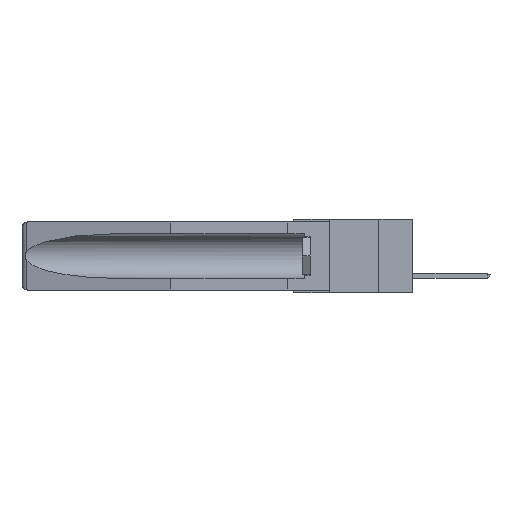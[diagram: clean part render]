
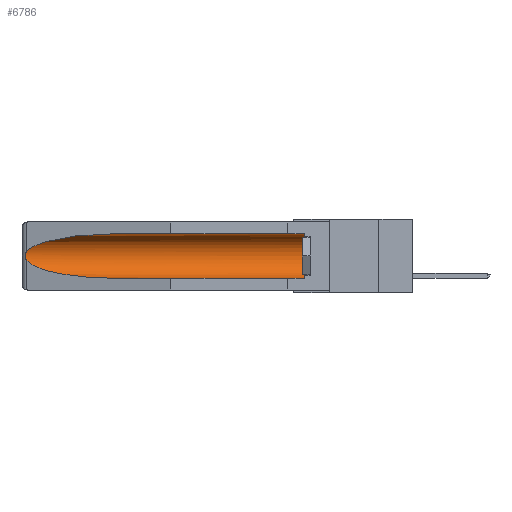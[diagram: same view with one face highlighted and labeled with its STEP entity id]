
A CAD part, left-side view. The second image highlights one B-rep face of the part: STEP entity #6786.
In plain terms, the highlighted cylindrical face has radius 2.857 mm (diameter 5.715 mm), a partial arc.
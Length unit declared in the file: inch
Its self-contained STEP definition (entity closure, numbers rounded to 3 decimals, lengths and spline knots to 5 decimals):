
#460 = VECTOR ( 'NONE', #9732, 39.37008 ) ;
#1085 =( BOUNDED_CURVE ( )  B_SPLINE_CURVE ( 3, ( #5021, #7715, #16969, #4060 ),
 .UNSPECIFIED., .F., .F. ) 
 B_SPLINE_CURVE_WITH_KNOTS ( ( 4, 4 ),
 ( 4.71239, 6.08839 ),
 .UNSPECIFIED. ) 
 CURVE ( )  GEOMETRIC_REPRESENTATION_ITEM ( )  RATIONAL_B_SPLINE_CURVE ( ( 1., 0.848, 0.848, 1. ) ) 
 REPRESENTATION_ITEM ( '' )  );
#1119 = CARTESIAN_POINT ( 'NONE',  ( 0.155, 0.126, -0.059 ) ) ;
#1163 = EDGE_CURVE ( 'NONE', #13430, #15782, #13488, .T. ) ;
#1825 = AXIS2_PLACEMENT_3D ( 'NONE', #16986, #3435, #5036 ) ;
#1964 = CARTESIAN_POINT ( 'NONE',  ( 0.155, 1.07973, -0.059 ) ) ;
#2262 = CARTESIAN_POINT ( 'NONE',  ( 0.26537, 1.52718, -0.14972 ) ) ;
#2767 = CARTESIAN_POINT ( 'NONE',  ( 0.155, -0.30754, -0.1715 ) ) ;
#2794 = EDGE_LOOP ( 'NONE', ( #10706, #10058, #7624, #15777, #17087, #12754 ) ) ;
#3435 = DIRECTION ( 'NONE',  ( 0., -1., 0. ) ) ;
#3562 = EDGE_CURVE ( 'NONE', #10486, #11005, #9376, .T. ) ;
#4060 = CARTESIAN_POINT ( 'NONE',  ( 0.26537, 1.52718, -0.14972 ) ) ;
#4178 = DIRECTION ( 'NONE',  ( 0., 1., 0. ) ) ;
#4227 = CIRCLE ( 'NONE', #1825, 0.1125 ) ;
#4999 = CARTESIAN_POINT ( 'NONE',  ( 0.2673, 1.53269, -0.17917 ) ) ;
#5021 = CARTESIAN_POINT ( 'NONE',  ( 0.155, 1.07973, -0.059 ) ) ;
#5036 = DIRECTION ( 'NONE',  ( 0., 0., 1. ) ) ;
#5398 = CARTESIAN_POINT ( 'NONE',  ( 0.26537, 1.52718, -0.19328 ) ) ;
#5884 = VERTEX_POINT ( 'NONE', #14778 ) ;
#6309 = AXIS2_PLACEMENT_3D ( 'NONE', #2767, #9396, #14529 ) ;
#6329 = CARTESIAN_POINT ( 'NONE',  ( 0.26597, 1.5296, -0.19026 ) ) ;
#6653 = VECTOR ( 'NONE', #4178, 39.37008 ) ;
#6786 = ADVANCED_FACE ( 'NONE', ( #7163 ), #7377, .F. ) ;
#6839 = EDGE_CURVE ( 'NONE', #5884, #10486, #4227, .T. ) ;
#7163 = FACE_OUTER_BOUND ( 'NONE', #2794, .T. ) ;
#7329 =( BOUNDED_CURVE ( )  B_SPLINE_CURVE ( 3, ( #8907, #8683, #12784, #16772 ),
 .UNSPECIFIED., .F., .F. ) 
 B_SPLINE_CURVE_WITH_KNOTS ( ( 4, 4 ),
 ( 0.1948, 1.5708 ),
 .UNSPECIFIED. ) 
 CURVE ( )  GEOMETRIC_REPRESENTATION_ITEM ( )  RATIONAL_B_SPLINE_CURVE ( ( 1., 0.848, 0.848, 1. ) ) 
 REPRESENTATION_ITEM ( '' )  );
#7377 = CYLINDRICAL_SURFACE ( 'NONE', #6309, 0.1125 ) ;
#7624 = ORIENTED_EDGE ( 'NONE', *, *, #12162, .T. ) ;
#7690 = CARTESIAN_POINT ( 'NONE',  ( 0.2675, 1.53308, -0.16763 ) ) ;
#7715 = CARTESIAN_POINT ( 'NONE',  ( 0.21114, 1.30732, -0.059 ) ) ;
#8683 = CARTESIAN_POINT ( 'NONE',  ( 0.25451, 1.48313, -0.24835 ) ) ;
#8907 = CARTESIAN_POINT ( 'NONE',  ( 0.26537, 1.52718, -0.19328 ) ) ;
#9376 = LINE ( 'NONE', #14768, #6653 ) ;
#9396 = DIRECTION ( 'NONE',  ( 0., 1., 0. ) ) ;
#9732 = DIRECTION ( 'NONE',  ( 0., 1., 0. ) ) ;
#10058 = ORIENTED_EDGE ( 'NONE', *, *, #1163, .T. ) ;
#10486 = VERTEX_POINT ( 'NONE', #1119 ) ;
#10706 = ORIENTED_EDGE ( 'NONE', *, *, #14265, .T. ) ;
#11005 = VERTEX_POINT ( 'NONE', #1964 ) ;
#11427 = EDGE_CURVE ( 'NONE', #5884, #14411, #15916, .T. ) ;
#11642 = CARTESIAN_POINT ( 'NONE',  ( 0.26537, 1.52718, -0.14972 ) ) ;
#12131 = CARTESIAN_POINT ( 'NONE',  ( 0.26537, 1.52718, -0.19328 ) ) ;
#12162 = EDGE_CURVE ( 'NONE', #15782, #14411, #7329, .T. ) ;
#12711 = CARTESIAN_POINT ( 'NONE',  ( 0.155, -0.30754, -0.284 ) ) ;
#12754 = ORIENTED_EDGE ( 'NONE', *, *, #3562, .T. ) ;
#12784 = CARTESIAN_POINT ( 'NONE',  ( 0.21114, 1.30732, -0.284 ) ) ;
#12944 = CARTESIAN_POINT ( 'NONE',  ( 0.2675, 1.53308, -0.17534 ) ) ;
#13061 = CARTESIAN_POINT ( 'NONE',  ( 0.26654, 1.53092, -0.15636 ) ) ;
#13430 = VERTEX_POINT ( 'NONE', #2262 ) ;
#13488 = B_SPLINE_CURVE_WITH_KNOTS ( 'NONE', 3,
 ( #11642, #14454, #13061, #15808, #7690, #12944, #4999, #14275, #6329, #12131 ),
 .UNSPECIFIED., .F., .F.,
 ( 4, 2, 2, 2, 4 ),
 ( 0., 0.00029, 0.00058, 0.00087, 0.00117 ),
 .UNSPECIFIED. ) ;
#14265 = EDGE_CURVE ( 'NONE', #11005, #13430, #1085, .T. ) ;
#14275 = CARTESIAN_POINT ( 'NONE',  ( 0.26655, 1.53094, -0.18657 ) ) ;
#14411 = VERTEX_POINT ( 'NONE', #14441 ) ;
#14441 = CARTESIAN_POINT ( 'NONE',  ( 0.155, 1.07973, -0.284 ) ) ;
#14454 = CARTESIAN_POINT ( 'NONE',  ( 0.26597, 1.52961, -0.15275 ) ) ;
#14529 = DIRECTION ( 'NONE',  ( 0., 0., 1. ) ) ;
#14768 = CARTESIAN_POINT ( 'NONE',  ( 0.155, -0.30754, -0.059 ) ) ;
#14778 = CARTESIAN_POINT ( 'NONE',  ( 0.155, 0.126, -0.284 ) ) ;
#15777 = ORIENTED_EDGE ( 'NONE', *, *, #11427, .F. ) ;
#15782 = VERTEX_POINT ( 'NONE', #5398 ) ;
#15808 = CARTESIAN_POINT ( 'NONE',  ( 0.2673, 1.5327, -0.16383 ) ) ;
#15916 = LINE ( 'NONE', #12711, #460 ) ;
#16772 = CARTESIAN_POINT ( 'NONE',  ( 0.155, 1.07973, -0.284 ) ) ;
#16969 = CARTESIAN_POINT ( 'NONE',  ( 0.25451, 1.48313, -0.09465 ) ) ;
#16986 = CARTESIAN_POINT ( 'NONE',  ( 0.155, 0.126, -0.1715 ) ) ;
#17087 = ORIENTED_EDGE ( 'NONE', *, *, #6839, .T. ) ;
